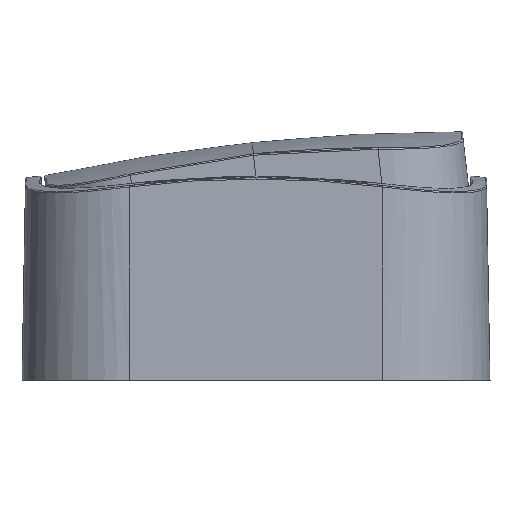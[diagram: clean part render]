
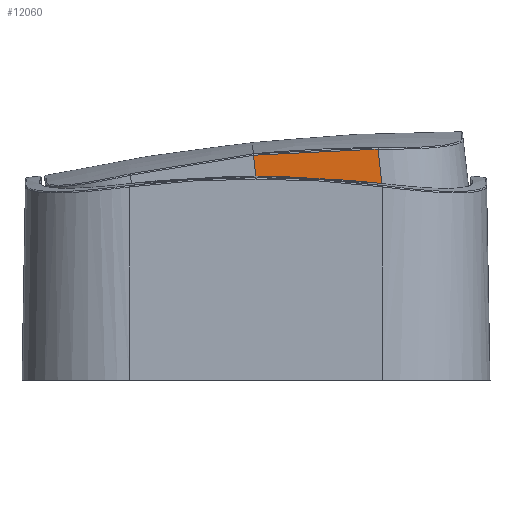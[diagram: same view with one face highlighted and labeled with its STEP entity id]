
A CAD part, left-side view. The second image highlights one B-rep face of the part: STEP entity #12060.
In plain terms, the highlighted free-form (B-spline) face has degree [3, 3] with [6, 7] control points.
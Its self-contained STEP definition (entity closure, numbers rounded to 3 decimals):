
#138 = CARTESIAN_POINT ( 'NONE',  ( -29.5, -17.355, 27.869 ) ) ;
#210 = CARTESIAN_POINT ( 'NONE',  ( -29.448, -5.64, 31.624 ) ) ;
#278 = CARTESIAN_POINT ( 'NONE',  ( -29.483, -17.625, 29.91 ) ) ;
#343 = B_SPLINE_CURVE_WITH_KNOTS ( 'NONE', 3,
 ( #8095, #5014, #2823, #7003, #3988, #1783 ),
 .UNSPECIFIED., .F., .F.,
 ( 4, 2, 4 ),
 ( 0., 0.5, 1. ),
 .UNSPECIFIED. ) ;
#348 = CARTESIAN_POINT ( 'NONE',  ( -29.5, -0.294, 25.055 ) ) ;
#525 = B_SPLINE_CURVE_WITH_KNOTS ( 'NONE', 3,
 ( #5452, #11617, #8661, #138, #10656, #10727, #3317, #5383, #12851, #11753, #9626, #9487, #12785, #6333 ),
 .UNSPECIFIED., .F., .F.,
 ( 4, 2, 1, 1, 1, 1, 2, 2, 4 ),
 ( 0., 0.25, 0.375, 0.438, 0.469, 0.484, 0.492, 0.5, 1. ),
 .UNSPECIFIED. ) ;
#639 = ORIENTED_EDGE ( 'NONE', *, *, #12466, .T. ) ;
#833 = EDGE_CURVE ( 'NONE', #7224, #7606, #2742, .T. ) ;
#1243 = CARTESIAN_POINT ( 'NONE',  ( -29.507, -11.807, 25.892 ) ) ;
#1312 = CARTESIAN_POINT ( 'NONE',  ( -29.5, -6.034, 25.643 ) ) ;
#1383 = CARTESIAN_POINT ( 'NONE',  ( -29.499, -0.292, 25.075 ) ) ;
#1783 = CARTESIAN_POINT ( 'NONE',  ( -29.447, 0.339, 31.074 ) ) ;
#1932 = B_SPLINE_CURVE_WITH_KNOTS ( 'NONE', 3,
 ( #9329, #7141, #6111, #11458, #10298, #10433 ),
 .UNSPECIFIED., .F., .F.,
 ( 4, 2, 4 ),
 ( 0., 0.5, 1. ),
 .UNSPECIFIED. ) ;
#2098 = CARTESIAN_POINT ( 'NONE',  ( -29.492, -0.202, 25.927 ) ) ;
#2218 = CARTESIAN_POINT ( 'NONE',  ( -29.506, -11.806, 25.912 ) ) ;
#2290 = CARTESIAN_POINT ( 'NONE',  ( -29.507, -11.807, 25.872 ) ) ;
#2360 = CARTESIAN_POINT ( 'NONE',  ( -29.466, -5.771, 29.63 ) ) ;
#2425 = CARTESIAN_POINT ( 'NONE',  ( -29.482, -0.079, 27.101 ) ) ;
#2492 = CARTESIAN_POINT ( 'NONE',  ( -29.499, -2.204, 25.276 ) ) ;
#2742 = B_SPLINE_CURVE_WITH_KNOTS ( 'NONE', 3,
 ( #13505, #4099, #8275, #2098 ),
 .UNSPECIFIED., .F., .F.,
 ( 4, 4 ),
 ( 0., 1. ),
 .UNSPECIFIED. ) ;
#2823 = CARTESIAN_POINT ( 'NONE',  ( -29.454, -11.141, 31.875 ) ) ;
#3317 = CARTESIAN_POINT ( 'NONE',  ( -29.492, -17.254, 28.755 ) ) ;
#3387 = CARTESIAN_POINT ( 'NONE',  ( -29.465, -17.65, 31.907 ) ) ;
#3453 = CARTESIAN_POINT ( 'NONE',  ( -29.447, -1.651, 31.283 ) ) ;
#3711 = ORIENTED_EDGE ( 'NONE', *, *, #7877, .T. ) ;
#3988 = CARTESIAN_POINT ( 'NONE',  ( -29.447, -2.521, 31.374 ) ) ;
#4099 = CARTESIAN_POINT ( 'NONE',  ( -29.462, 0.159, 29.358 ) ) ;
#4350 = CARTESIAN_POINT ( 'NONE',  ( -29.461, -15.649, 31.931 ) ) ;
#4483 = CARTESIAN_POINT ( 'NONE',  ( -29.501, -6.038, 25.584 ) ) ;
#5014 = CARTESIAN_POINT ( 'NONE',  ( -29.458, -14.019, 31.934 ) ) ;
#5383 = CARTESIAN_POINT ( 'NONE',  ( -29.491, -17.245, 28.838 ) ) ;
#5384 = CARTESIAN_POINT ( 'NONE',  ( -29.447, 0.339, 31.074 ) ) ;
#5452 = CARTESIAN_POINT ( 'NONE',  ( -29.517, -17.577, 25.927 ) ) ;
#5453 = CARTESIAN_POINT ( 'NONE',  ( -29.496, -15.652, 27.936 ) ) ;
#5519 = CARTESIAN_POINT ( 'NONE',  ( -29.501, -6.035, 25.624 ) ) ;
#5583 = CARTESIAN_POINT ( 'NONE',  ( -29.499, -2.202, 25.296 ) ) ;
#5919 = B_SPLINE_SURFACE_WITH_KNOTS ( 'NONE', 3, 3, ( 
 ( #3387, #278, #8662, #9761, #11687, #8596, #6404 ),
 ( #4350, #9560, #5453, #12786, #10657, #7563, #12917 ),
 ( #10728, #11754, #10589, #2218, #1243, #2290, #9627 ),
 ( #210, #2360, #6544, #1312, #5519, #9696, #4483 ),
 ( #3453, #12852, #7632, #11821, #5583, #2492, #7495 ),
 ( #5384, #11888, #2425, #6613, #10792, #1383, #348 ) ),
 .UNSPECIFIED., .F., .F., .F.,
 ( 4, 1, 1, 4 ),
 ( 4, 3, 4 ),
 ( -0.485, 5.297, 11.079, 16.861 ),
 ( 0.007, 0.792, 0.8 ),
 .UNSPECIFIED. ) ;
#6111 = CARTESIAN_POINT ( 'NONE',  ( -29.498, -5.991, 25.927 ) ) ;
#6245 = EDGE_CURVE ( 'NONE', #7606, #11726, #1932, .T. ) ;
#6266 = CARTESIAN_POINT ( 'NONE',  ( -29.464, -16.894, 31.913 ) ) ;
#6324 = ORIENTED_EDGE ( 'NONE', *, *, #833, .T. ) ;
#6333 = CARTESIAN_POINT ( 'NONE',  ( -29.464, -16.894, 31.913 ) ) ;
#6404 = CARTESIAN_POINT ( 'NONE',  ( -29.517, -17.576, 25.856 ) ) ;
#6474 = FACE_OUTER_BOUND ( 'NONE', #8822, .T. ) ;
#6544 = CARTESIAN_POINT ( 'NONE',  ( -29.483, -5.903, 27.637 ) ) ;
#6613 = CARTESIAN_POINT ( 'NONE',  ( -29.499, -0.287, 25.115 ) ) ;
#7003 = CARTESIAN_POINT ( 'NONE',  ( -29.449, -5.39, 31.595 ) ) ;
#7141 = CARTESIAN_POINT ( 'NONE',  ( -29.495, -3.1, 25.927 ) ) ;
#7224 = VERTEX_POINT ( 'NONE', #12276 ) ;
#7495 = CARTESIAN_POINT ( 'NONE',  ( -29.5, -2.206, 25.256 ) ) ;
#7563 = CARTESIAN_POINT ( 'NONE',  ( -29.513, -15.654, 25.899 ) ) ;
#7606 = VERTEX_POINT ( 'NONE', #9725 ) ;
#7632 = CARTESIAN_POINT ( 'NONE',  ( -29.482, -2.017, 27.305 ) ) ;
#7822 = VERTEX_POINT ( 'NONE', #6266 ) ;
#7877 = EDGE_CURVE ( 'NONE', #11726, #7822, #525, .T. ) ;
#8095 = CARTESIAN_POINT ( 'NONE',  ( -29.464, -16.894, 31.913 ) ) ;
#8275 = CARTESIAN_POINT ( 'NONE',  ( -29.477, -0.022, 27.642 ) ) ;
#8536 = ORIENTED_EDGE ( 'NONE', *, *, #6245, .T. ) ;
#8596 = CARTESIAN_POINT ( 'NONE',  ( -29.517, -17.576, 25.876 ) ) ;
#8661 = CARTESIAN_POINT ( 'NONE',  ( -29.506, -17.441, 27.121 ) ) ;
#8662 = CARTESIAN_POINT ( 'NONE',  ( -29.5, -17.601, 27.913 ) ) ;
#8822 = EDGE_LOOP ( 'NONE', ( #639, #6324, #8536, #3711 ) ) ;
#9329 = CARTESIAN_POINT ( 'NONE',  ( -29.492, -0.202, 25.927 ) ) ;
#9487 = CARTESIAN_POINT ( 'NONE',  ( -29.483, -17.138, 29.772 ) ) ;
#9560 = CARTESIAN_POINT ( 'NONE',  ( -29.479, -15.65, 29.933 ) ) ;
#9626 = CARTESIAN_POINT ( 'NONE',  ( -29.49, -17.237, 28.906 ) ) ;
#9627 = CARTESIAN_POINT ( 'NONE',  ( -29.507, -11.808, 25.852 ) ) ;
#9696 = CARTESIAN_POINT ( 'NONE',  ( -29.501, -6.037, 25.604 ) ) ;
#9725 = CARTESIAN_POINT ( 'NONE',  ( -29.492, -0.202, 25.927 ) ) ;
#9761 = CARTESIAN_POINT ( 'NONE',  ( -29.517, -17.577, 25.916 ) ) ;
#10298 = CARTESIAN_POINT ( 'NONE',  ( -29.511, -14.673, 25.927 ) ) ;
#10433 = CARTESIAN_POINT ( 'NONE',  ( -29.517, -17.577, 25.927 ) ) ;
#10589 = CARTESIAN_POINT ( 'NONE',  ( -29.489, -11.753, 27.909 ) ) ;
#10656 = CARTESIAN_POINT ( 'NONE',  ( -29.497, -17.315, 28.219 ) ) ;
#10657 = CARTESIAN_POINT ( 'NONE',  ( -29.513, -15.654, 25.919 ) ) ;
#10727 = CARTESIAN_POINT ( 'NONE',  ( -29.493, -17.274, 28.584 ) ) ;
#10728 = CARTESIAN_POINT ( 'NONE',  ( -29.455, -11.646, 31.903 ) ) ;
#10792 = CARTESIAN_POINT ( 'NONE',  ( -29.499, -0.29, 25.095 ) ) ;
#11458 = CARTESIAN_POINT ( 'NONE',  ( -29.506, -11.779, 25.928 ) ) ;
#11617 = CARTESIAN_POINT ( 'NONE',  ( -29.511, -17.505, 26.557 ) ) ;
#11687 = CARTESIAN_POINT ( 'NONE',  ( -29.517, -17.576, 25.896 ) ) ;
#11726 = VERTEX_POINT ( 'NONE', #12870 ) ;
#11753 = CARTESIAN_POINT ( 'NONE',  ( -29.491, -17.238, 28.897 ) ) ;
#11754 = CARTESIAN_POINT ( 'NONE',  ( -29.472, -11.699, 29.906 ) ) ;
#11821 = CARTESIAN_POINT ( 'NONE',  ( -29.499, -2.2, 25.316 ) ) ;
#11888 = CARTESIAN_POINT ( 'NONE',  ( -29.464, 0.13, 29.087 ) ) ;
#12060 = ADVANCED_FACE ( 'NONE', ( #6474 ), #5919, .T. ) ;
#12276 = CARTESIAN_POINT ( 'NONE',  ( -29.447, 0.339, 31.074 ) ) ;
#12466 = EDGE_CURVE ( 'NONE', #7822, #7224, #343, .T. ) ;
#12785 = CARTESIAN_POINT ( 'NONE',  ( -29.474, -17.025, 30.77 ) ) ;
#12786 = CARTESIAN_POINT ( 'NONE',  ( -29.513, -15.654, 25.939 ) ) ;
#12851 = CARTESIAN_POINT ( 'NONE',  ( -29.491, -17.241, 28.873 ) ) ;
#12852 = CARTESIAN_POINT ( 'NONE',  ( -29.464, -1.834, 29.294 ) ) ;
#12870 = CARTESIAN_POINT ( 'NONE',  ( -29.517, -17.577, 25.927 ) ) ;
#12917 = CARTESIAN_POINT ( 'NONE',  ( -29.513, -15.654, 25.879 ) ) ;
#13505 = CARTESIAN_POINT ( 'NONE',  ( -29.447, 0.339, 31.074 ) ) ;
